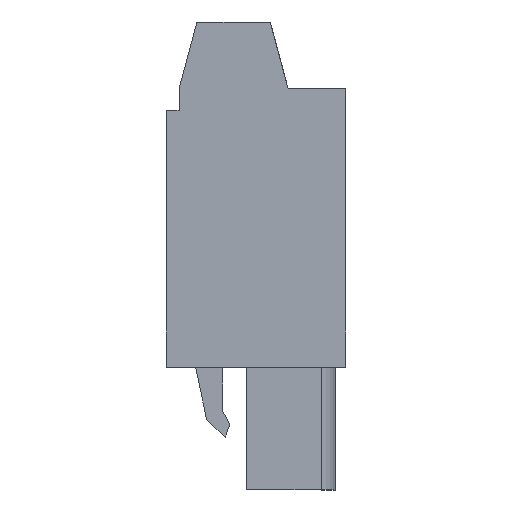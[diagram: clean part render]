
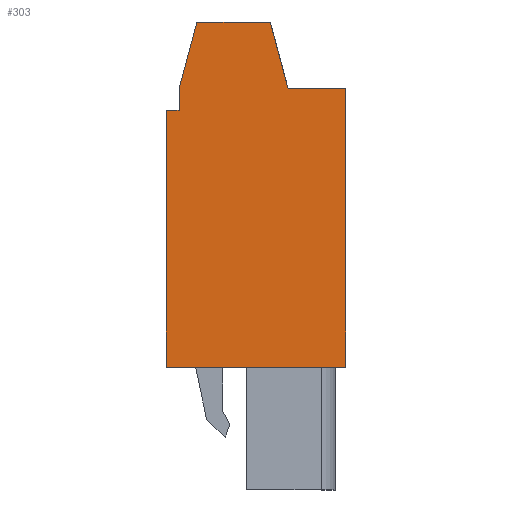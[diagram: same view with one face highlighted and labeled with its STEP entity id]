
A CAD part, left-side view. The second image highlights one B-rep face of the part: STEP entity #303.
In plain terms, the highlighted planar face has unit normal (-1, 0, 0).
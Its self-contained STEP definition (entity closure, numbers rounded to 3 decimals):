
#243=AXIS2_PLACEMENT_3D('Plane Axis2P3D',#240,#241,#242) ;
#49=CARTESIAN_POINT('Vertex',(0.,11.325,27.3)) ;
#52=CARTESIAN_POINT('Line Origine',(0.,10.722,29.55)) ;
#56=CARTESIAN_POINT('Vertex',(0.,10.119,31.8)) ;
#197=CARTESIAN_POINT('Vertex',(0.,11.325,25.8)) ;
#200=CARTESIAN_POINT('Line Origine',(0.,11.325,26.55)) ;
#240=CARTESIAN_POINT('Axis2P3D Location',(0.,0.,0.)) ;
#245=CARTESIAN_POINT('Line Origine',(0.,0.,17.825)) ;
#249=CARTESIAN_POINT('Vertex',(0.,0.,8.35)) ;
#251=CARTESIAN_POINT('Vertex',(0.,0.,27.3)) ;
#254=CARTESIAN_POINT('Line Origine',(0.,1.963,27.3)) ;
#258=CARTESIAN_POINT('Vertex',(0.,3.925,27.3)) ;
#261=CARTESIAN_POINT('Line Origine',(0.,4.528,29.55)) ;
#265=CARTESIAN_POINT('Vertex',(0.,5.131,31.8)) ;
#268=CARTESIAN_POINT('Line Origine',(0.,7.625,31.8)) ;
#273=CARTESIAN_POINT('Line Origine',(0.,11.762,25.8)) ;
#277=CARTESIAN_POINT('Vertex',(0.,12.2,25.8)) ;
#280=CARTESIAN_POINT('Line Origine',(0.,12.2,17.075)) ;
#284=CARTESIAN_POINT('Vertex',(0.,12.2,8.35)) ;
#287=CARTESIAN_POINT('Line Origine',(0.,6.1,8.35)) ;
#53=DIRECTION('Vector Direction',(0.,-0.259,0.966)) ;
#201=DIRECTION('Vector Direction',(0.,0.,1.)) ;
#241=DIRECTION('Axis2P3D Direction',(-1.,0.,0.)) ;
#242=DIRECTION('Axis2P3D XDirection',(0.,0.,1.)) ;
#246=DIRECTION('Vector Direction',(0.,0.,-1.)) ;
#255=DIRECTION('Vector Direction',(0.,-1.,0.)) ;
#262=DIRECTION('Vector Direction',(0.,-0.259,-0.966)) ;
#269=DIRECTION('Vector Direction',(0.,-1.,0.)) ;
#274=DIRECTION('Vector Direction',(0.,-1.,0.)) ;
#281=DIRECTION('Vector Direction',(0.,0.,1.)) ;
#288=DIRECTION('Vector Direction',(0.,1.,0.)) ;
#54=VECTOR('Line Direction',#53,1.) ;
#202=VECTOR('Line Direction',#201,1.) ;
#247=VECTOR('Line Direction',#246,1.) ;
#256=VECTOR('Line Direction',#255,1.) ;
#263=VECTOR('Line Direction',#262,1.) ;
#270=VECTOR('Line Direction',#269,1.) ;
#275=VECTOR('Line Direction',#274,1.) ;
#282=VECTOR('Line Direction',#281,1.) ;
#289=VECTOR('Line Direction',#288,1.) ;
#293=ORIENTED_EDGE('',*,*,#253,.T.) ;
#294=ORIENTED_EDGE('',*,*,#260,.T.) ;
#295=ORIENTED_EDGE('',*,*,#267,.T.) ;
#296=ORIENTED_EDGE('',*,*,#272,.T.) ;
#297=ORIENTED_EDGE('',*,*,#58,.T.) ;
#298=ORIENTED_EDGE('',*,*,#204,.T.) ;
#299=ORIENTED_EDGE('',*,*,#279,.T.) ;
#300=ORIENTED_EDGE('',*,*,#286,.T.) ;
#301=ORIENTED_EDGE('',*,*,#291,.T.) ;
#303=ADVANCED_FACE('Housing',(#302),#244,.T.) ;
#58=EDGE_CURVE('',#57,#50,#55,.F.) ;
#204=EDGE_CURVE('',#50,#198,#203,.F.) ;
#253=EDGE_CURVE('',#250,#252,#248,.F.) ;
#260=EDGE_CURVE('',#252,#259,#257,.F.) ;
#267=EDGE_CURVE('',#259,#266,#264,.F.) ;
#272=EDGE_CURVE('',#266,#57,#271,.F.) ;
#279=EDGE_CURVE('',#198,#278,#276,.F.) ;
#286=EDGE_CURVE('',#278,#285,#283,.F.) ;
#291=EDGE_CURVE('',#285,#250,#290,.F.) ;
#292=EDGE_LOOP('',(#293,#294,#295,#296,#297,#298,#299,#300,#301)) ;
#302=FACE_OUTER_BOUND('',#292,.T.) ;
#55=LINE('Line',#52,#54) ;
#203=LINE('Line',#200,#202) ;
#248=LINE('Line',#245,#247) ;
#257=LINE('Line',#254,#256) ;
#264=LINE('Line',#261,#263) ;
#271=LINE('Line',#268,#270) ;
#276=LINE('Line',#273,#275) ;
#283=LINE('Line',#280,#282) ;
#290=LINE('Line',#287,#289) ;
#244=PLANE('',#243) ;
#50=VERTEX_POINT('',#49) ;
#57=VERTEX_POINT('',#56) ;
#198=VERTEX_POINT('',#197) ;
#250=VERTEX_POINT('',#249) ;
#252=VERTEX_POINT('',#251) ;
#259=VERTEX_POINT('',#258) ;
#266=VERTEX_POINT('',#265) ;
#278=VERTEX_POINT('',#277) ;
#285=VERTEX_POINT('',#284) ;
